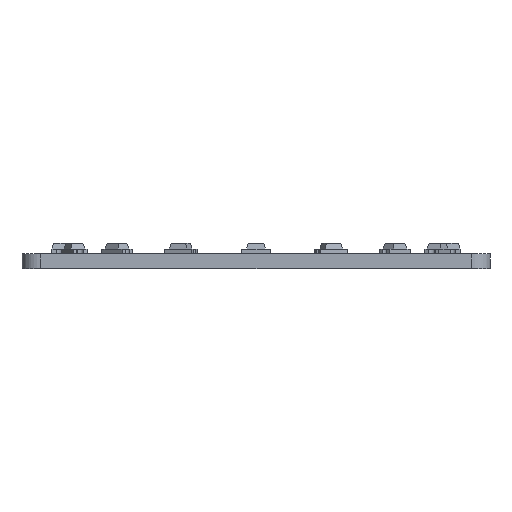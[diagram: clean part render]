
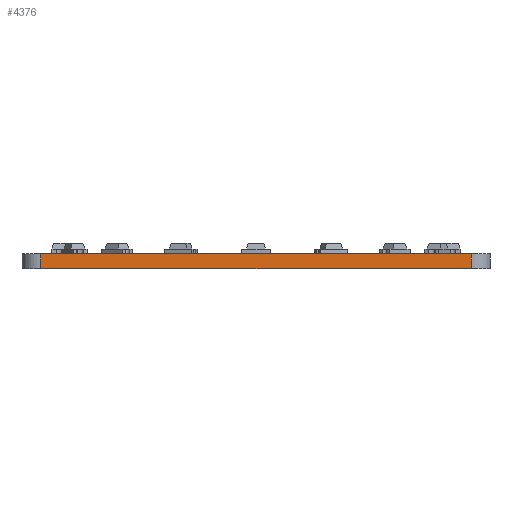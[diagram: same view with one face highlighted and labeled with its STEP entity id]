
A CAD part, left-side view. The second image highlights one B-rep face of the part: STEP entity #4376.
In plain terms, the highlighted planar face has unit normal (-1, 0, 0).
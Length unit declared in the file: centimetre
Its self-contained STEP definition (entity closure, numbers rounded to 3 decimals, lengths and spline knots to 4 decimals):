
#627=VERTEX_POINT('',#6834);
#628=VERTEX_POINT('',#6836);
#632=VERTEX_POINT('',#6850);
#634=VERTEX_POINT('',#6856);
#1121=VECTOR('',#5608,1.);
#1126=VECTOR('',#5622,1.);
#1128=VECTOR('',#5627,1.);
#1129=VECTOR('',#5628,1.);
#1617=LINE('',#6835,#1121);
#1622=LINE('',#6849,#1126);
#1624=LINE('',#6855,#1128);
#1625=LINE('',#6857,#1129);
#2254=EDGE_CURVE('',#628,#627,#1617,.T.);
#2261=EDGE_CURVE('',#628,#632,#1622,.T.);
#2264=EDGE_CURVE('',#634,#627,#1624,.T.);
#2265=EDGE_CURVE('',#634,#632,#1625,.T.);
#3524=ORIENTED_EDGE('',*,*,#2261,.F.);
#3525=ORIENTED_EDGE('',*,*,#2254,.T.);
#3526=ORIENTED_EDGE('',*,*,#2264,.F.);
#3527=ORIENTED_EDGE('',*,*,#2265,.T.);
#3829=EDGE_LOOP('',(#3524,#3525,#3526,#3527));
#4115=FACE_BOUND('',#3829,.T.);
#4376=ADVANCED_FACE('',(#4115),#7064,.T.);
#4695=AXIS2_PLACEMENT_3D('',#6854,#5626,$);
#5608=DIRECTION('',(0.,1.,0.));
#5622=DIRECTION('',(0.,0.,-1.));
#5626=DIRECTION('',(-1.,0.,0.));
#5627=DIRECTION('',(0.,0.,1.));
#5628=DIRECTION('',(0.,-1.,0.));
#6834=CARTESIAN_POINT('',(-2.5,2.3,0.1588));
#6835=CARTESIAN_POINT('',(-2.5,2.5,0.1588));
#6836=CARTESIAN_POINT('',(-2.5,-2.3,0.1588));
#6849=CARTESIAN_POINT('',(-2.5,-2.3,0.));
#6850=CARTESIAN_POINT('',(-2.5,-2.3,0.));
#6854=CARTESIAN_POINT('',(-2.5,0.,0.));
#6855=CARTESIAN_POINT('',(-2.5,2.3,0.));
#6856=CARTESIAN_POINT('',(-2.5,2.3,0.));
#6857=CARTESIAN_POINT('',(-2.5,2.5,0.));
#7064=PLANE('',#4695);
